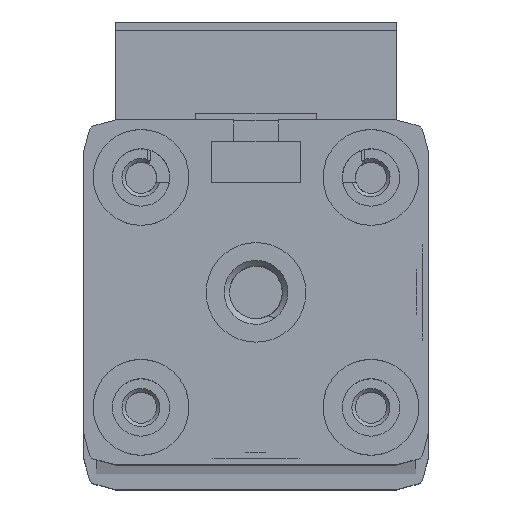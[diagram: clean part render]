
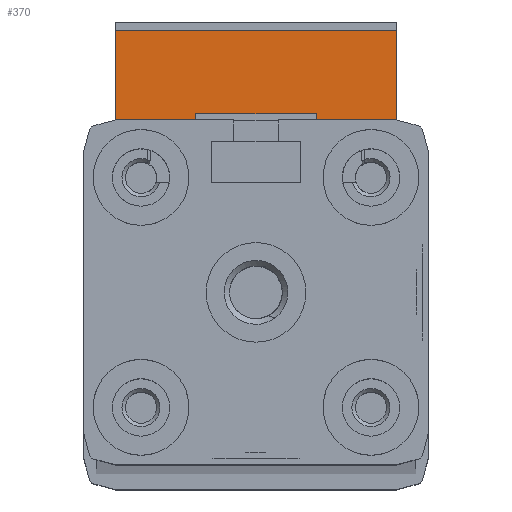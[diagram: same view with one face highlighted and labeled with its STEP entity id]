
A CAD part, top view. The second image highlights one B-rep face of the part: STEP entity #370.
In plain terms, the highlighted planar face has unit normal (0, 0, 1).
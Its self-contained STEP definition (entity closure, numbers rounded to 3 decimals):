
#370 = ADVANCED_FACE( '', ( #891 ), #892, .F. );
#891 = FACE_OUTER_BOUND( '', #1442, .T. );
#892 = PLANE( '', #1443 );
#1442 = EDGE_LOOP( '', ( #2987, #2988, #2989, #2990, #2991, #2992, #2993, #2994 ) );
#1443 = AXIS2_PLACEMENT_3D( '', #2995, #2996, #2997 );
#2987 = ORIENTED_EDGE( '', *, *, #3583, .F. );
#2988 = ORIENTED_EDGE( '', *, *, #3584, .F. );
#2989 = ORIENTED_EDGE( '', *, *, #3585, .F. );
#2990 = ORIENTED_EDGE( '', *, *, #3586, .F. );
#2991 = ORIENTED_EDGE( '', *, *, #3571, .F. );
#2992 = ORIENTED_EDGE( '', *, *, #3587, .T. );
#2993 = ORIENTED_EDGE( '', *, *, #3588, .T. );
#2994 = ORIENTED_EDGE( '', *, *, #3589, .F. );
#2995 = CARTESIAN_POINT( '', ( 11., 22.35, 34.5 ) );
#2996 = DIRECTION( '', ( 0., 0., -1. ) );
#2997 = DIRECTION( '', ( -1., 0., 0. ) );
#3571 = EDGE_CURVE( '', #4368, #4370, #4371, .T. );
#3583 = EDGE_CURVE( '', #4392, #4393, #4394, .T. );
#3584 = EDGE_CURVE( '', #4395, #4392, #4396, .T. );
#3585 = EDGE_CURVE( '', #4397, #4395, #4398, .T. );
#3586 = EDGE_CURVE( '', #4370, #4397, #4399, .T. );
#3587 = EDGE_CURVE( '', #4368, #4400, #4401, .T. );
#3588 = EDGE_CURVE( '', #4400, #4402, #4403, .T. );
#3589 = EDGE_CURVE( '', #4393, #4402, #4404, .T. );
#4368 = VERTEX_POINT( '', #5612 );
#4370 = VERTEX_POINT( '', #5615 );
#4371 = LINE( '', #5616, #5617 );
#4392 = VERTEX_POINT( '', #5645 );
#4393 = VERTEX_POINT( '', #5646 );
#4394 = LINE( '', #5647, #5648 );
#4395 = VERTEX_POINT( '', #5649 );
#4396 = LINE( '', #5650, #5651 );
#4397 = VERTEX_POINT( '', #5652 );
#4398 = LINE( '', #5653, #5654 );
#4399 = LINE( '', #5655, #5656 );
#4400 = VERTEX_POINT( '', #5657 );
#4401 = LINE( '', #5658, #5659 );
#4402 = VERTEX_POINT( '', #5660 );
#4403 = LINE( '', #5661, #5662 );
#4404 = LINE( '', #5663, #5664 );
#5612 = CARTESIAN_POINT( '', ( 11., 22.35, 34.5 ) );
#5615 = CARTESIAN_POINT( '', ( 11., 12.25, 34.5 ) );
#5616 = CARTESIAN_POINT( '', ( 11., 22.35, 34.5 ) );
#5617 = VECTOR( '', #6421, 1000. );
#5645 = CARTESIAN_POINT( '', ( -4.7, 14.03, 34.5 ) );
#5646 = CARTESIAN_POINT( '', ( -4.7, 12.25, 34.5 ) );
#5647 = CARTESIAN_POINT( '', ( -4.7, 14.03, 34.5 ) );
#5648 = VECTOR( '', #6441, 1000. );
#5649 = CARTESIAN_POINT( '', ( 4.7, 14.03, 34.5 ) );
#5650 = CARTESIAN_POINT( '', ( 4.7, 14.03, 34.5 ) );
#5651 = VECTOR( '', #6442, 1000. );
#5652 = CARTESIAN_POINT( '', ( 4.7, 12.25, 34.5 ) );
#5653 = CARTESIAN_POINT( '', ( 4.7, 12.25, 34.5 ) );
#5654 = VECTOR( '', #6443, 1000. );
#5655 = CARTESIAN_POINT( '', ( 11., 12.25, 34.5 ) );
#5656 = VECTOR( '', #6444, 1000. );
#5657 = CARTESIAN_POINT( '', ( -11., 22.35, 34.5 ) );
#5658 = CARTESIAN_POINT( '', ( 11., 22.35, 34.5 ) );
#5659 = VECTOR( '', #6445, 1000. );
#5660 = CARTESIAN_POINT( '', ( -11., 12.25, 34.5 ) );
#5661 = CARTESIAN_POINT( '', ( -11., 22.35, 34.5 ) );
#5662 = VECTOR( '', #6446, 1000. );
#5663 = CARTESIAN_POINT( '', ( 11., 12.25, 34.5 ) );
#5664 = VECTOR( '', #6447, 1000. );
#6421 = DIRECTION( '', ( 0., -1., 0. ) );
#6441 = DIRECTION( '', ( 0., -1., 0. ) );
#6442 = DIRECTION( '', ( -1., 0., 0. ) );
#6443 = DIRECTION( '', ( 0., 1., 0. ) );
#6444 = DIRECTION( '', ( -1., 0., 0. ) );
#6445 = DIRECTION( '', ( -1., 0., 0. ) );
#6446 = DIRECTION( '', ( 0., -1., 0. ) );
#6447 = DIRECTION( '', ( -1., 0., 0. ) );
